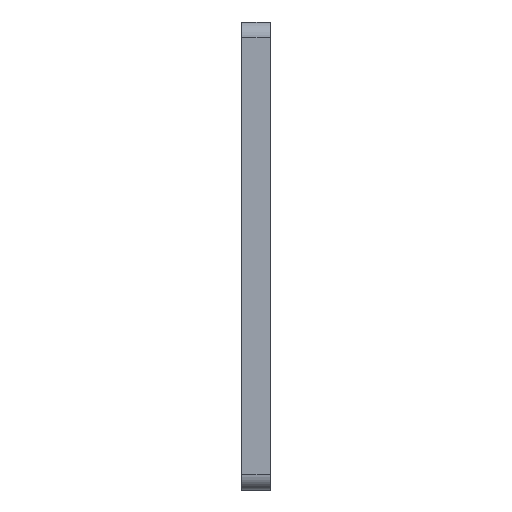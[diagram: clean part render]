
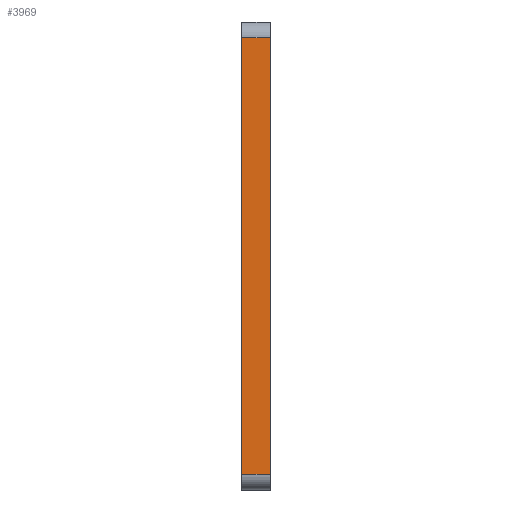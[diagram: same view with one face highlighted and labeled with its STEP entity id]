
A CAD part, left-side view. The second image highlights one B-rep face of the part: STEP entity #3969.
In plain terms, the highlighted planar face has unit normal (-1, 0, 0).
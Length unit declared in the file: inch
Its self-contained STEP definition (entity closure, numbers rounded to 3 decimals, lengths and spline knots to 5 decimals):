
#113 = CARTESIAN_POINT ( 'NONE',  ( -3., 0.09, 0.7 ) ) ;
#249 = CARTESIAN_POINT ( 'NONE',  ( -3., 0.09, 0.7 ) ) ;
#411 = ORIENTED_EDGE ( 'NONE', *, *, #4470, .T. ) ;
#756 = ORIENTED_EDGE ( 'NONE', *, *, #2466, .T. ) ;
#948 = DIRECTION ( 'NONE',  ( 0., 0., 1. ) ) ;
#1052 = DIRECTION ( 'NONE',  ( 0., -1., 0. ) ) ;
#1262 = CARTESIAN_POINT ( 'NONE',  ( -3., 0.09, -0.7 ) ) ;
#1298 = LINE ( 'NONE', #3347, #4135 ) ;
#1355 = VECTOR ( 'NONE', #3963, 39.37008 ) ;
#1365 = CARTESIAN_POINT ( 'NONE',  ( -3., 0.09, -0.75 ) ) ;
#1407 = CARTESIAN_POINT ( 'NONE',  ( -3., 0., -0.7 ) ) ;
#1424 = VERTEX_POINT ( 'NONE', #1262 ) ;
#1481 = LINE ( 'NONE', #4190, #3759 ) ;
#1504 = DIRECTION ( 'NONE',  ( 0., 0., 1. ) ) ;
#1505 = DIRECTION ( 'NONE',  ( -1., 0., 0. ) ) ;
#2014 = EDGE_CURVE ( 'NONE', #3052, #2888, #2146, .T. ) ;
#2095 = FACE_OUTER_BOUND ( 'NONE', #4797, .T. ) ;
#2146 = LINE ( 'NONE', #113, #1355 ) ;
#2466 = EDGE_CURVE ( 'NONE', #3375, #3052, #1481, .T. ) ;
#2721 = ORIENTED_EDGE ( 'NONE', *, *, #4978, .F. ) ;
#2768 = VECTOR ( 'NONE', #948, 39.37008 ) ;
#2887 = LINE ( 'NONE', #1365, #2768 ) ;
#2888 = VERTEX_POINT ( 'NONE', #249 ) ;
#2985 = CARTESIAN_POINT ( 'NONE',  ( -3., -2.12132, -0.75 ) ) ;
#3052 = VERTEX_POINT ( 'NONE', #3432 ) ;
#3336 = AXIS2_PLACEMENT_3D ( 'NONE', #2985, #1505, #4191 ) ;
#3347 = CARTESIAN_POINT ( 'NONE',  ( -3., 0., -0.7 ) ) ;
#3375 = VERTEX_POINT ( 'NONE', #1407 ) ;
#3432 = CARTESIAN_POINT ( 'NONE',  ( -3., 0., 0.7 ) ) ;
#3759 = VECTOR ( 'NONE', #1504, 39.37008 ) ;
#3804 = PLANE ( 'NONE',  #3336 ) ;
#3963 = DIRECTION ( 'NONE',  ( 0., 1., 0. ) ) ;
#3969 = ADVANCED_FACE ( 'NONE', ( #2095 ), #3804, .T. ) ;
#4046 = ORIENTED_EDGE ( 'NONE', *, *, #2014, .T. ) ;
#4135 = VECTOR ( 'NONE', #1052, 39.37008 ) ;
#4190 = CARTESIAN_POINT ( 'NONE',  ( -3., 0., -0.75 ) ) ;
#4191 = DIRECTION ( 'NONE',  ( 0., 0., 1. ) ) ;
#4470 = EDGE_CURVE ( 'NONE', #1424, #3375, #1298, .T. ) ;
#4797 = EDGE_LOOP ( 'NONE', ( #756, #4046, #2721, #411 ) ) ;
#4978 = EDGE_CURVE ( 'NONE', #1424, #2888, #2887, .T. ) ;
